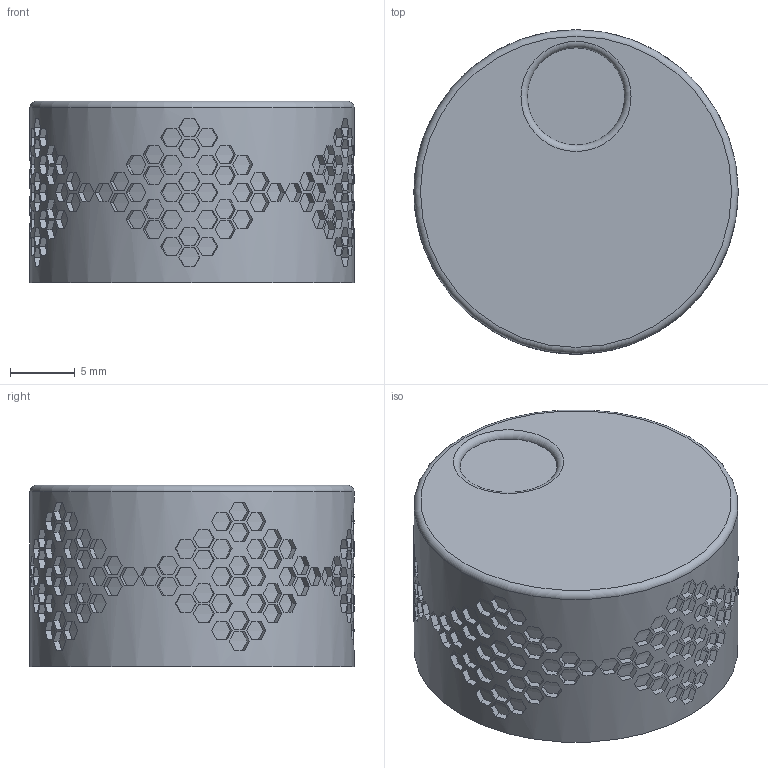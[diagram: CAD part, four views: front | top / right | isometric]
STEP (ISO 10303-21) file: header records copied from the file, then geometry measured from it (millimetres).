
FILE_DESCRIPTION(/* description */ (''),/* implementation_level */ '2;1');
FILE_NAME(/* name */ 'EncoderKnob.step',/* time_stamp */ '2025-05-05T21:36:07+02:00',/* author */ (''),/* organization */ (''),/* preprocessor_version */ 'ST-DEVELOPER v20.1',/* originating_system */ 'Autodesk Translation Framework v14.4.0.0',/* authorisation */ '');
FILE_SCHEMA (('AUTOMOTIVE_DESIGN { 1 0 10303 214 3 1 1 }'));
Products named in the file (1): knob
Bounding box: 25 x 25 x 14 mm (x, y, z)
Volume: 2372.1 mm3; surface area: 3523.9 mm2
Topology: 1 solids, 1 shells, 1278 faces, 3285 edges, 2190 vertices
Faces by surface type: bspline 720, plane 372, cylinder 184, torus 2
Full cylindrical faces by diameter (mm): 22 x1, 25 x1
Entity records: 48822 total; most frequent: CARTESIAN_POINT 21874, ORIENTED_EDGE 6570, DIRECTION 3703, EDGE_CURVE 3285, VERTEX_POINT 2190, EDGE_LOOP 1459, B_SPLINE_CURVE_WITH_KNOTS 1440, AXIS2_PLACEMENT_3D 1299
